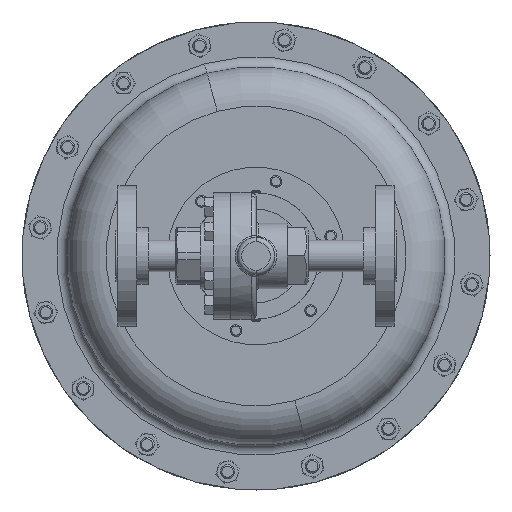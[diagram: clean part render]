
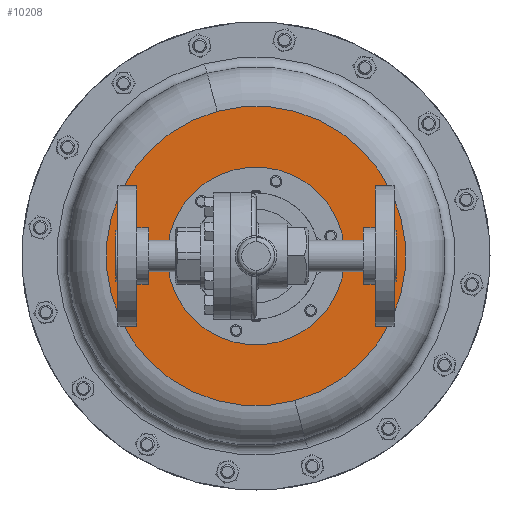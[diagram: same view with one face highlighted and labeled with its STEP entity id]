
A CAD part, front view. The second image highlights one B-rep face of the part: STEP entity #10208.
In plain terms, the highlighted planar face has unit normal (0, -1, 0).
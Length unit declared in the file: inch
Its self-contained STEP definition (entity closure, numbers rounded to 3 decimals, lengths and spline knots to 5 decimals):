
#851 = CARTESIAN_POINT ( 'NONE',  ( -0.2761, 9.98779, 7.86888 ) ) ;
#1645 = EDGE_LOOP ( 'NONE', ( #14216, #15856 ) ) ;
#2146 = AXIS2_PLACEMENT_3D ( 'NONE', #8785, #24477, #11020 ) ;
#3639 = AXIS2_PLACEMENT_3D ( 'NONE', #22950, #9477, #25210 ) ;
#4602 = EDGE_LOOP ( 'NONE', ( #18153, #25618 ) ) ;
#5303 = FACE_BOUND ( 'NONE', #4602, .T. ) ;
#8580 = CARTESIAN_POINT ( 'NONE',  ( 0.75917, 9.98779, 4.00518 ) ) ;
#8785 = CARTESIAN_POINT ( 'NONE',  ( 0.75917, 9.98779, 4.00518 ) ) ;
#8860 = CIRCLE ( 'NONE', #2146, 2.375 ) ;
#9477 = DIRECTION ( 'NONE',  ( 0., 1., 0. ) ) ;
#9601 = DIRECTION ( 'NONE',  ( 0., 1., 0. ) ) ;
#9879 = CARTESIAN_POINT ( 'NONE',  ( 1.79445, 9.98779, 0.14147 ) ) ;
#10208 = ADVANCED_FACE ( 'NONE', ( #28489, #5303 ), #26744, .T. ) ;
#10831 = DIRECTION ( 'NONE',  ( -0.259, 0., 0.966 ) ) ;
#11020 = DIRECTION ( 'NONE',  ( 0.707, 0., 0.707 ) ) ;
#13680 = EDGE_CURVE ( 'NONE', #21290, #15203, #24806, .T. ) ;
#13820 = CARTESIAN_POINT ( 'NONE',  ( -0.92021, 9.98779, 2.3258 ) ) ;
#14216 = ORIENTED_EDGE ( 'NONE', *, *, #26403, .F. ) ;
#15203 = VERTEX_POINT ( 'NONE', #13820 ) ;
#15252 = DIRECTION ( 'NONE',  ( 0.259, 0., -0.966 ) ) ;
#15856 = ORIENTED_EDGE ( 'NONE', *, *, #27945, .F. ) ;
#16615 = VERTEX_POINT ( 'NONE', #9879 ) ;
#18153 = ORIENTED_EDGE ( 'NONE', *, *, #26442, .T. ) ;
#19214 = CARTESIAN_POINT ( 'NONE',  ( 2.43855, 9.98779, 5.68456 ) ) ;
#21290 = VERTEX_POINT ( 'NONE', #19214 ) ;
#21594 = AXIS2_PLACEMENT_3D ( 'NONE', #23064, #9601, #25345 ) ;
#21926 = CARTESIAN_POINT ( 'NONE',  ( 4.62288, 9.98779, 5.04045 ) ) ;
#22939 = CIRCLE ( 'NONE', #23783, 4. ) ;
#22950 = CARTESIAN_POINT ( 'NONE',  ( 0.75917, 9.98779, 4.00518 ) ) ;
#23064 = CARTESIAN_POINT ( 'NONE',  ( 0.75917, 9.98779, 4.00518 ) ) ;
#23783 = AXIS2_PLACEMENT_3D ( 'NONE', #8580, #24294, #10831 ) ;
#24294 = DIRECTION ( 'NONE',  ( 0., 1., 0. ) ) ;
#24477 = DIRECTION ( 'NONE',  ( 0., 1., 0. ) ) ;
#24806 = CIRCLE ( 'NONE', #3639, 2.375 ) ;
#24961 = CIRCLE ( 'NONE', #21594, 4. ) ;
#25210 = DIRECTION ( 'NONE',  ( 0.707, 0., 0.707 ) ) ;
#25345 = DIRECTION ( 'NONE',  ( -0.259, 0., 0.966 ) ) ;
#25618 = ORIENTED_EDGE ( 'NONE', *, *, #13680, .T. ) ;
#25785 = AXIS2_PLACEMENT_3D ( 'NONE', #21926, #28622, #15252 ) ;
#26189 = VERTEX_POINT ( 'NONE', #851 ) ;
#26403 = EDGE_CURVE ( 'NONE', #26189, #16615, #22939, .T. ) ;
#26442 = EDGE_CURVE ( 'NONE', #15203, #21290, #8860, .T. ) ;
#26744 = PLANE ( 'NONE',  #25785 ) ;
#27945 = EDGE_CURVE ( 'NONE', #16615, #26189, #24961, .T. ) ;
#28489 = FACE_OUTER_BOUND ( 'NONE', #1645, .T. ) ;
#28622 = DIRECTION ( 'NONE',  ( 0., -1., 0. ) ) ;
